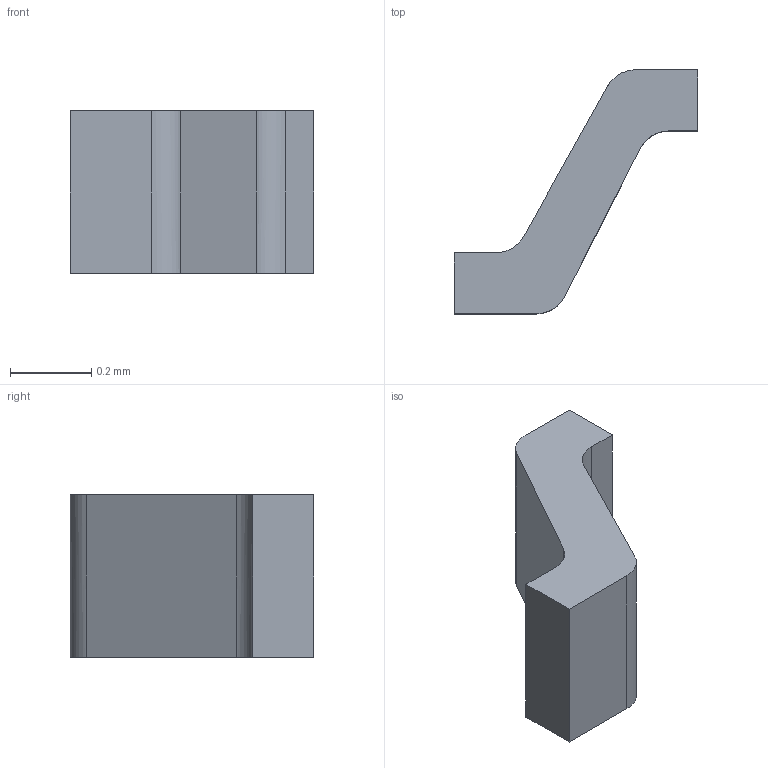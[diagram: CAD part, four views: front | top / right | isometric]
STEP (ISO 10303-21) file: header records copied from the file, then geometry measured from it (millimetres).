
FILE_DESCRIPTION(('FreeCAD Model'),'2;1');
FILE_NAME('COMPOUND001.stp','2016-01-27T22:40:49',('FreeCAD'),('FreeCAD'), 'Open CASCADE STEP processor 6.8','FreeCAD','Unknown');
FILE_SCHEMA(('AUTOMOTIVE_DESIGN_CC2 { 1 2 10303 214 -1 1 5 4 }'));
Length unit declared in the file: millimetre
Products named in the file (1): Open CASCADE STEP translator 6.8 85
Bounding box: 0.6 x 0.6 x 0.4 mm (x, y, z)
Surface area: 1 mm2 (no closed solid volume)
Topology: 0 solids, 1 shells, 13 faces, 36 edges, 24 vertices
Faces by surface type: plane 9, bspline 4
Entity records: 1178 total; most frequent: CARTESIAN_POINT 698, B_SPLINE_CURVE_WITH_KNOTS 88, ORIENTED_EDGE 68, PCURVE 68, DEFINITIONAL_REPRESENTATION 68, EDGE_CURVE 36, SURFACE_CURVE 36, VERTEX_POINT 24
